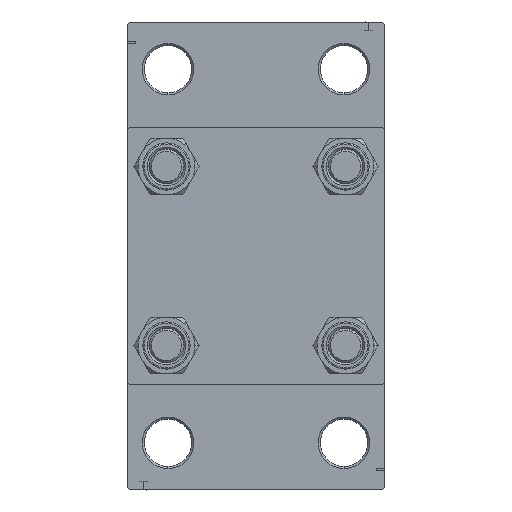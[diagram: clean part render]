
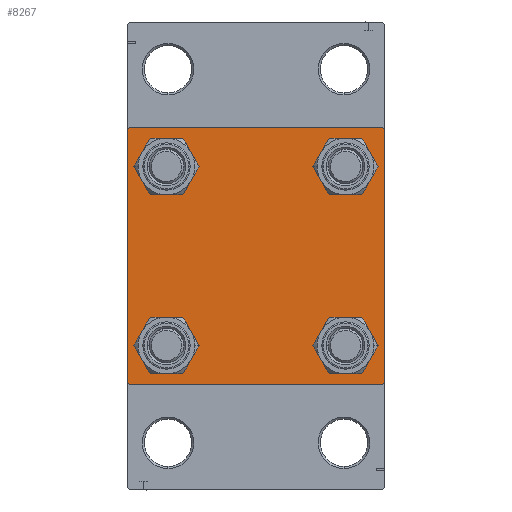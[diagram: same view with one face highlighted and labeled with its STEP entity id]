
A CAD part, left-side view. The second image highlights one B-rep face of the part: STEP entity #8267.
In plain terms, the highlighted planar face has unit normal (-1, 0, 0).
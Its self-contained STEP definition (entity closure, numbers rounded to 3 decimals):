
#513 = AXIS2_PLACEMENT_3D ( 'NONE', #11134, #41147, #34419 ) ;
#710 = EDGE_CURVE ( 'NONE', #30982, #6240, #10874, .T. ) ;
#910 = DIRECTION ( 'NONE',  ( 0., -1., 0. ) ) ;
#1260 = ORIENTED_EDGE ( 'NONE', *, *, #35527, .F. ) ;
#2976 = EDGE_CURVE ( 'NONE', #37939, #23430, #40954, .T. ) ;
#3019 = CARTESIAN_POINT ( 'NONE',  ( 0., 30., 30. ) ) ;
#3375 = CARTESIAN_POINT ( 'NONE',  ( 0., -20.85, -20.85 ) ) ;
#3716 = DIRECTION ( 'NONE',  ( 0., -0.707, 0.707 ) ) ;
#3717 = DIRECTION ( 'NONE',  ( 0., 0., 1. ) ) ;
#3855 = LINE ( 'NONE', #29454, #48967 ) ;
#4153 = FACE_BOUND ( 'NONE', #20641, .T. ) ;
#4254 = EDGE_CURVE ( 'NONE', #7561, #8232, #35519, .T. ) ;
#4483 = CARTESIAN_POINT ( 'NONE',  ( 0., -29.5, -30. ) ) ;
#4625 = LINE ( 'NONE', #34902, #5549 ) ;
#4927 = CARTESIAN_POINT ( 'NONE',  ( 0., -20.85, 16.35 ) ) ;
#5549 = VECTOR ( 'NONE', #910, 1000. ) ;
#5702 = DIRECTION ( 'NONE',  ( 0., 0., 1. ) ) ;
#6209 = CARTESIAN_POINT ( 'NONE',  ( 0., -20.85, -16.35 ) ) ;
#6240 = VERTEX_POINT ( 'NONE', #4927 ) ;
#6322 = VECTOR ( 'NONE', #14970, 1000. ) ;
#6542 = DIRECTION ( 'NONE',  ( 0., 0.707, -0.707 ) ) ;
#6844 = DIRECTION ( 'NONE',  ( 0., 0., 1. ) ) ;
#7418 = EDGE_LOOP ( 'NONE', ( #7759, #25159 ) ) ;
#7561 = VERTEX_POINT ( 'NONE', #41321 ) ;
#7737 = LINE ( 'NONE', #3019, #37986 ) ;
#7759 = ORIENTED_EDGE ( 'NONE', *, *, #25742, .T. ) ;
#7980 = DIRECTION ( 'NONE',  ( 0., -0.707, -0.707 ) ) ;
#8232 = VERTEX_POINT ( 'NONE', #23039 ) ;
#8267 = ADVANCED_FACE ( 'NONE', ( #38146, #4153, #19299, #34659, #22311 ), #26028, .T. ) ;
#8386 = DIRECTION ( 'NONE',  ( 0., 0., 1. ) ) ;
#8674 = AXIS2_PLACEMENT_3D ( 'NONE', #27710, #42848, #8866 ) ;
#8715 = ORIENTED_EDGE ( 'NONE', *, *, #12610, .T. ) ;
#8866 = DIRECTION ( 'NONE',  ( 0., 0., 1. ) ) ;
#8880 = CARTESIAN_POINT ( 'NONE',  ( 0., -30., -29.5 ) ) ;
#9295 = ORIENTED_EDGE ( 'NONE', *, *, #710, .T. ) ;
#9568 = VECTOR ( 'NONE', #29374, 1000. ) ;
#10001 = ORIENTED_EDGE ( 'NONE', *, *, #43572, .F. ) ;
#10512 = ORIENTED_EDGE ( 'NONE', *, *, #15999, .T. ) ;
#10874 = CIRCLE ( 'NONE', #26707, 4.5 ) ;
#10954 = LINE ( 'NONE', #29572, #42756 ) ;
#11134 = CARTESIAN_POINT ( 'NONE',  ( 0., 0., 0. ) ) ;
#11188 = CARTESIAN_POINT ( 'NONE',  ( 0., -29.75, -29.75 ) ) ;
#11213 = DIRECTION ( 'NONE',  ( 0., 0., -1. ) ) ;
#11249 = CARTESIAN_POINT ( 'NONE',  ( 0., -29.5, 30. ) ) ;
#11560 = VERTEX_POINT ( 'NONE', #11920 ) ;
#11656 = DIRECTION ( 'NONE',  ( 1., 0., 0. ) ) ;
#11691 = VERTEX_POINT ( 'NONE', #6209 ) ;
#11747 = CIRCLE ( 'NONE', #30762, 4.5 ) ;
#11749 = AXIS2_PLACEMENT_3D ( 'NONE', #36220, #40441, #13903 ) ;
#11920 = CARTESIAN_POINT ( 'NONE',  ( 0., 20.85, -25.35 ) ) ;
#12092 = CARTESIAN_POINT ( 'NONE',  ( 0., -20.85, 20.85 ) ) ;
#12610 = EDGE_CURVE ( 'NONE', #16644, #11691, #11747, .T. ) ;
#13372 = CARTESIAN_POINT ( 'NONE',  ( 0., 20.85, 20.85 ) ) ;
#13736 = CARTESIAN_POINT ( 'NONE',  ( 0., 29.75, 29.75 ) ) ;
#13903 = DIRECTION ( 'NONE',  ( 0., 0., 1. ) ) ;
#14232 = LINE ( 'NONE', #33562, #9568 ) ;
#14761 = EDGE_CURVE ( 'NONE', #24390, #33226, #10954, .T. ) ;
#14864 = ORIENTED_EDGE ( 'NONE', *, *, #19221, .T. ) ;
#14970 = DIRECTION ( 'NONE',  ( 0., 0.707, 0.707 ) ) ;
#15697 = EDGE_CURVE ( 'NONE', #6240, #30982, #41970, .T. ) ;
#15999 = EDGE_CURVE ( 'NONE', #26412, #23128, #40781, .T. ) ;
#16644 = VERTEX_POINT ( 'NONE', #28539 ) ;
#16654 = ORIENTED_EDGE ( 'NONE', *, *, #40141, .T. ) ;
#17457 = LINE ( 'NONE', #13736, #27645 ) ;
#18185 = EDGE_LOOP ( 'NONE', ( #9295, #25878 ) ) ;
#18587 = ORIENTED_EDGE ( 'NONE', *, *, #38301, .T. ) ;
#19002 = DIRECTION ( 'NONE',  ( 1., 0., 0. ) ) ;
#19221 = EDGE_CURVE ( 'NONE', #29469, #24390, #7737, .T. ) ;
#19299 = FACE_BOUND ( 'NONE', #43514, .T. ) ;
#19333 = CARTESIAN_POINT ( 'NONE',  ( 0., 20.85, -20.85 ) ) ;
#19819 = CARTESIAN_POINT ( 'NONE',  ( 0., 30., -29.5 ) ) ;
#20641 = EDGE_LOOP ( 'NONE', ( #30552, #8715 ) ) ;
#21320 = EDGE_CURVE ( 'NONE', #11560, #31816, #38828, .T. ) ;
#22311 = FACE_OUTER_BOUND ( 'NONE', #35787, .T. ) ;
#22603 = CARTESIAN_POINT ( 'NONE',  ( 0., -20.85, -20.85 ) ) ;
#23039 = CARTESIAN_POINT ( 'NONE',  ( 0., 20.85, 25.35 ) ) ;
#23128 = VERTEX_POINT ( 'NONE', #11249 ) ;
#23167 = CARTESIAN_POINT ( 'NONE',  ( 0., 29.5, -30. ) ) ;
#23430 = VERTEX_POINT ( 'NONE', #8880 ) ;
#23531 = ORIENTED_EDGE ( 'NONE', *, *, #21320, .T. ) ;
#24071 = CARTESIAN_POINT ( 'NONE',  ( 0., -20.85, 20.85 ) ) ;
#24390 = VERTEX_POINT ( 'NONE', #19819 ) ;
#24549 = CIRCLE ( 'NONE', #8674, 4.5 ) ;
#25159 = ORIENTED_EDGE ( 'NONE', *, *, #4254, .T. ) ;
#25592 = AXIS2_PLACEMENT_3D ( 'NONE', #13372, #37095, #6844 ) ;
#25742 = EDGE_CURVE ( 'NONE', #8232, #7561, #35866, .T. ) ;
#25878 = ORIENTED_EDGE ( 'NONE', *, *, #15697, .T. ) ;
#25974 = DIRECTION ( 'NONE',  ( 0., -1., 0. ) ) ;
#26028 = PLANE ( 'NONE',  #513 ) ;
#26412 = VERTEX_POINT ( 'NONE', #33497 ) ;
#26707 = AXIS2_PLACEMENT_3D ( 'NONE', #12092, #42368, #8386 ) ;
#27001 = CARTESIAN_POINT ( 'NONE',  ( 0., -20.85, 25.35 ) ) ;
#27645 = VECTOR ( 'NONE', #6542, 1000. ) ;
#27710 = CARTESIAN_POINT ( 'NONE',  ( 0., 20.85, -20.85 ) ) ;
#28539 = CARTESIAN_POINT ( 'NONE',  ( 0., -20.85, -25.35 ) ) ;
#29374 = DIRECTION ( 'NONE',  ( 0., 0., -1. ) ) ;
#29454 = CARTESIAN_POINT ( 'NONE',  ( 0., 30., 30. ) ) ;
#29469 = VERTEX_POINT ( 'NONE', #45814 ) ;
#29572 = CARTESIAN_POINT ( 'NONE',  ( 0., 29.75, -29.75 ) ) ;
#30552 = ORIENTED_EDGE ( 'NONE', *, *, #35542, .T. ) ;
#30762 = AXIS2_PLACEMENT_3D ( 'NONE', #22603, #11656, #3717 ) ;
#30982 = VERTEX_POINT ( 'NONE', #27001 ) ;
#31816 = VERTEX_POINT ( 'NONE', #33219 ) ;
#33219 = CARTESIAN_POINT ( 'NONE',  ( 0., 20.85, -16.35 ) ) ;
#33226 = VERTEX_POINT ( 'NONE', #23167 ) ;
#33497 = CARTESIAN_POINT ( 'NONE',  ( 0., -30., 29.5 ) ) ;
#33562 = CARTESIAN_POINT ( 'NONE',  ( 0., -30., 30. ) ) ;
#33638 = DIRECTION ( 'NONE',  ( 0., 0., 1. ) ) ;
#34195 = VERTEX_POINT ( 'NONE', #45441 ) ;
#34419 = DIRECTION ( 'NONE',  ( 0., 0., 1. ) ) ;
#34452 = DIRECTION ( 'NONE',  ( 0., 0., 1. ) ) ;
#34659 = FACE_BOUND ( 'NONE', #7418, .T. ) ;
#34902 = CARTESIAN_POINT ( 'NONE',  ( 0., 30., -30. ) ) ;
#35487 = ORIENTED_EDGE ( 'NONE', *, *, #14761, .T. ) ;
#35519 = CIRCLE ( 'NONE', #11749, 4.5 ) ;
#35527 = EDGE_CURVE ( 'NONE', #34195, #23128, #3855, .T. ) ;
#35542 = EDGE_CURVE ( 'NONE', #11691, #16644, #37860, .T. ) ;
#35723 = ORIENTED_EDGE ( 'NONE', *, *, #2976, .T. ) ;
#35787 = EDGE_LOOP ( 'NONE', ( #14864, #35487, #16654, #35723, #10001, #10512, #1260, #47931 ) ) ;
#35866 = CIRCLE ( 'NONE', #25592, 4.5 ) ;
#36220 = CARTESIAN_POINT ( 'NONE',  ( 0., 20.85, 20.85 ) ) ;
#36482 = AXIS2_PLACEMENT_3D ( 'NONE', #19333, #37936, #34452 ) ;
#37095 = DIRECTION ( 'NONE',  ( 1., 0., 0. ) ) ;
#37748 = EDGE_CURVE ( 'NONE', #34195, #29469, #17457, .T. ) ;
#37860 = CIRCLE ( 'NONE', #39473, 4.5 ) ;
#37936 = DIRECTION ( 'NONE',  ( 1., 0., 0. ) ) ;
#37939 = VERTEX_POINT ( 'NONE', #4483 ) ;
#37986 = VECTOR ( 'NONE', #11213, 1000. ) ;
#38146 = FACE_BOUND ( 'NONE', #18185, .T. ) ;
#38301 = EDGE_CURVE ( 'NONE', #31816, #11560, #24549, .T. ) ;
#38828 = CIRCLE ( 'NONE', #36482, 4.5 ) ;
#39183 = DIRECTION ( 'NONE',  ( 1., 0., 0. ) ) ;
#39473 = AXIS2_PLACEMENT_3D ( 'NONE', #3375, #19002, #33638 ) ;
#40141 = EDGE_CURVE ( 'NONE', #33226, #37939, #4625, .T. ) ;
#40441 = DIRECTION ( 'NONE',  ( 1., 0., 0. ) ) ;
#40781 = LINE ( 'NONE', #44520, #6322 ) ;
#40954 = LINE ( 'NONE', #11188, #45788 ) ;
#41147 = DIRECTION ( 'NONE',  ( -1., 0., 0. ) ) ;
#41321 = CARTESIAN_POINT ( 'NONE',  ( 0., 20.85, 16.35 ) ) ;
#41970 = CIRCLE ( 'NONE', #43586, 4.5 ) ;
#42368 = DIRECTION ( 'NONE',  ( 1., 0., 0. ) ) ;
#42756 = VECTOR ( 'NONE', #7980, 1000. ) ;
#42848 = DIRECTION ( 'NONE',  ( 1., 0., 0. ) ) ;
#43514 = EDGE_LOOP ( 'NONE', ( #18587, #23531 ) ) ;
#43572 = EDGE_CURVE ( 'NONE', #26412, #23430, #14232, .T. ) ;
#43586 = AXIS2_PLACEMENT_3D ( 'NONE', #24071, #39183, #5702 ) ;
#44520 = CARTESIAN_POINT ( 'NONE',  ( 0., -29.75, 29.75 ) ) ;
#45441 = CARTESIAN_POINT ( 'NONE',  ( 0., 29.5, 30. ) ) ;
#45788 = VECTOR ( 'NONE', #3716, 1000. ) ;
#45814 = CARTESIAN_POINT ( 'NONE',  ( 0., 30., 29.5 ) ) ;
#47931 = ORIENTED_EDGE ( 'NONE', *, *, #37748, .T. ) ;
#48967 = VECTOR ( 'NONE', #25974, 1000. ) ;
